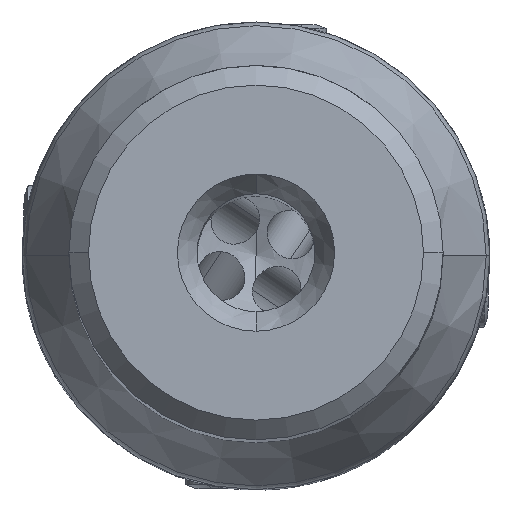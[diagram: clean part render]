
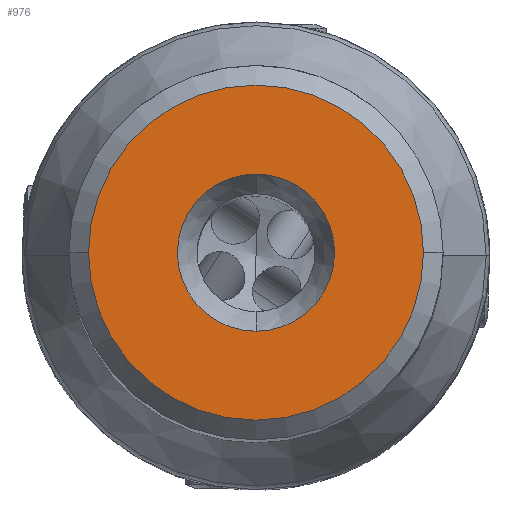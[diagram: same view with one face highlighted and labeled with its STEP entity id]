
A CAD part, top view. The second image highlights one B-rep face of the part: STEP entity #976.
In plain terms, the highlighted planar face has unit normal (0, 0, 1).
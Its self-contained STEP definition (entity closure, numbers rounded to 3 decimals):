
#580=PLANE('',#8157);
#694=FACE_BOUND('',#1874,.T.);
#695=FACE_BOUND('',#1875,.T.);
#976=ADVANCED_FACE('',(#694,#695),#580,.T.);
#1874=EDGE_LOOP('',(#2886,#2887));
#1875=EDGE_LOOP('',(#2888,#2889));
#2344=CIRCLE('',#8151,8.525);
#2345=CIRCLE('',#8153,8.525);
#2346=CIRCLE('',#8155,4.);
#2347=CIRCLE('',#8156,4.);
#2886=ORIENTED_EDGE('',*,*,#5969,.T.);
#2887=ORIENTED_EDGE('',*,*,#5970,.T.);
#2888=ORIENTED_EDGE('',*,*,#5967,.T.);
#2889=ORIENTED_EDGE('',*,*,#5968,.T.);
#5118=VERTEX_POINT('',#11149);
#5119=VERTEX_POINT('',#11151);
#5120=VERTEX_POINT('',#11157);
#5121=VERTEX_POINT('',#11158);
#5967=EDGE_CURVE('',#5118,#5119,#2344,.T.);
#5968=EDGE_CURVE('',#5119,#5118,#2345,.T.);
#5969=EDGE_CURVE('',#5120,#5121,#2346,.T.);
#5970=EDGE_CURVE('',#5121,#5120,#2347,.T.);
#8151=AXIS2_PLACEMENT_3D('',#11152,#9163,#9164);
#8153=AXIS2_PLACEMENT_3D('',#11154,#9167,#9168);
#8155=AXIS2_PLACEMENT_3D('',#11156,#9171,#9172);
#8156=AXIS2_PLACEMENT_3D('',#11159,#9173,#9174);
#8157=AXIS2_PLACEMENT_3D('',#11160,#9175,#9176);
#9163=DIRECTION('',(0.,0.,1.));
#9164=DIRECTION('',(1.,0.,0.));
#9167=DIRECTION('',(0.,0.,1.));
#9168=DIRECTION('',(-1.,0.,0.));
#9171=DIRECTION('',(0.,0.,-1.));
#9172=DIRECTION('',(0.,1.,0.));
#9173=DIRECTION('',(0.,0.,-1.));
#9174=DIRECTION('',(0.,-1.,0.));
#9175=DIRECTION('',(0.,0.,1.));
#9176=DIRECTION('',(-1.,0.,0.));
#11149=CARTESIAN_POINT('',(8.525,0.,38.04));
#11151=CARTESIAN_POINT('',(-8.525,0.,38.04));
#11152=CARTESIAN_POINT('',(0.,0.,38.04));
#11154=CARTESIAN_POINT('',(0.,0.,38.04));
#11156=CARTESIAN_POINT('',(0.,0.,38.04));
#11157=CARTESIAN_POINT('',(0.,4.,38.04));
#11158=CARTESIAN_POINT('',(0.,-4.,38.04));
#11159=CARTESIAN_POINT('',(0.,0.,38.04));
#11160=CARTESIAN_POINT('',(0.,0.001,38.04));
